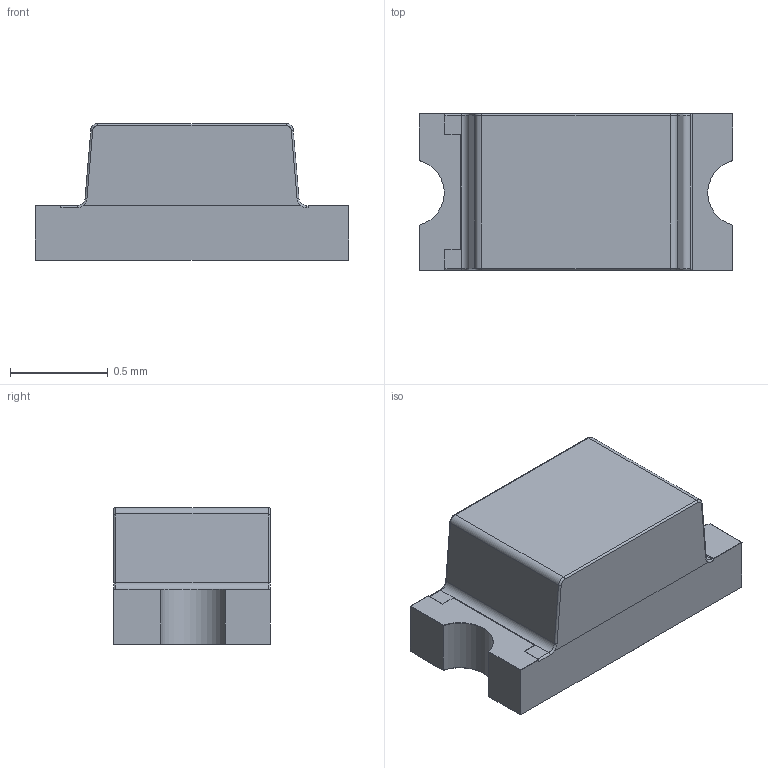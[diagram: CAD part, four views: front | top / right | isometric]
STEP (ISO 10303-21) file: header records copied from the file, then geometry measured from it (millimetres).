
FILE_DESCRIPTION(/* description */ ('Unknown'),/* implementation_level */ '2;1');
FILE_NAME(/* name */ 'LS Q976.01-N1Q2-1',/* time_stamp */ '2024-03-22T11:03:38+02:00',/* author */ ('Unknown'),/* organization */ ('Unknown'),/* preprocessor_version */ 'ST-DEVELOPER v18.102',/* originating_system */ 'Solid Edge',/* authorisation */ 'Unknown');
FILE_SCHEMA (('AUTOMOTIVE_DESIGN {1 0 10303 214 3 1 1}'));
Length unit declared in the file: millimetre
Products named in the file (1): LS Q976.01-N1Q2-1
Bounding box: 1.6 x 0.8 x 0.7 mm (x, y, z)
Volume: 0.7 mm3; surface area: 5.4 mm2
Topology: 2 solids, 2 shells, 86 faces, 210 edges, 128 vertices
Faces by surface type: plane 58, cylinder 20, torus 8
Entity records: 3143 total; most frequent: DIRECTION 432, CARTESIAN_POINT 425, ORIENTED_EDGE 420, EDGE_CURVE 210, LINE 162, VECTOR 162, AXIS2_PLACEMENT_3D 135, VERTEX_POINT 128
